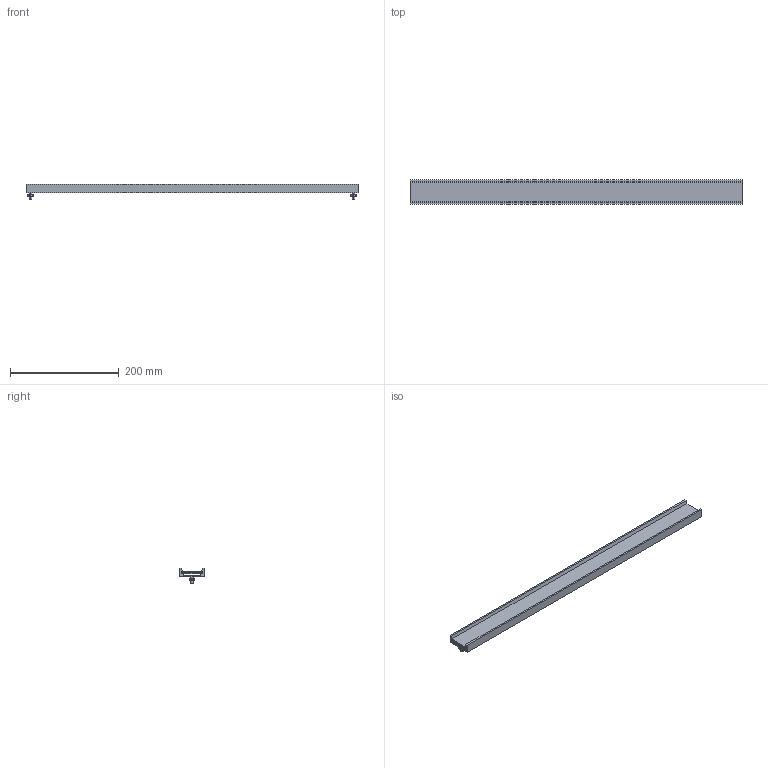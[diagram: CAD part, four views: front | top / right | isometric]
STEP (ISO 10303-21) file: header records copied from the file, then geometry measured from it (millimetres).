
FILE_DESCRIPTION((''),'2;1');
FILE_NAME('394947_ASM','2010-03-08T',('sleidig'),(''),'PRO/ENGINEER BY PARAMETRIC TECHNOLOGY CORPORATION, 2009380','PRO/ENGINEER BY PARAMETRIC TECHNOLOGY CORPORATION, 2009380','');
FILE_SCHEMA(('CONFIG_CONTROL_DESIGN'));
Length unit declared in the file: inch
Products named in the file (7): 945581; 946146; 396978_ASM; 421919; 940031; 945113; 394947_ASM
Assembly tree (8 placements, depth 3):
  394947_ASM
    396978_ASM
      945581
      946146  x2
    421919
    940031  x2
    945113
Bounding box: 609.6 x 44.45 x 28.57 mm (x, y, z)
Volume: 218624.7 mm3; surface area: 190995.9 mm2
Topology: 7 solids, 7 shells, 278 faces, 686 edges, 424 vertices
Faces by surface type: plane 160, cylinder 90, cone 28
Entity records: 4938 total; most frequent: CARTESIAN_POINT 955, DIRECTION 842, ORIENTED_EDGE 776, EDGE_CURVE 388, AXIS2_PLACEMENT_3D 303, VERTEX_POINT 242, VECTOR 236, LINE 236
